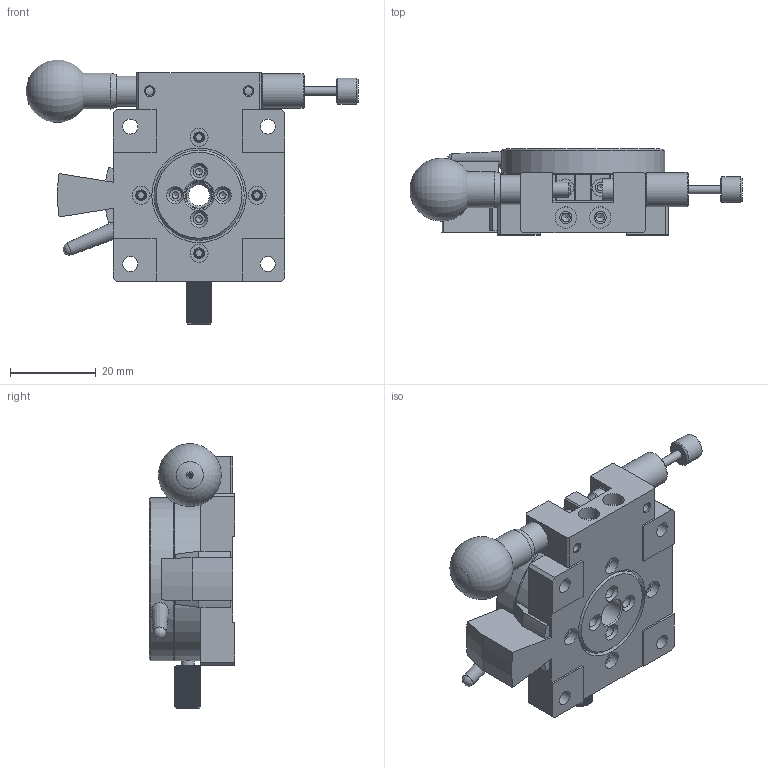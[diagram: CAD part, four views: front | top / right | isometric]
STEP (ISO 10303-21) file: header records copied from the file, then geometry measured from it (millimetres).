
FILE_DESCRIPTION (( 'STEP AP203' ), '1' );
FILE_NAME ('528965.STEP', '2024-11-12T07:12:38', ( 'Windows User' ), ( 'P R C' ), 'SwSTEP 2.0', 'SolidWorks 2020', '' );
FILE_SCHEMA (( 'CONFIG_CONTROL_DESIGN' ));
Length unit declared in the file: millimetre
Products named in the file (1): 528965
Bounding box: 77.29 x 20 x 61.53 mm (x, y, z)
Surface area: 19719.2 mm2 (no closed solid volume)
Topology: 0 solids, 7 shells, 2433 faces, 5123 edges, 2733 vertices
Faces by surface type: bspline 1442, cylinder 537, cone 240, plane 213, torus 1
Full cylindrical faces by diameter (mm): 1.567 x27, 2 x1, 2.013 x4, 2.113 x4, 2.459 x1, 2.5 x7, 2.8 x6, 3 x3, 3.5 x5, 4 x2, 4.2 x4, 4.917 x1, 5 x3, 6 x9, 6.3 x1, 6.5 x1, 7 x1, 8 x1, 8.424 x1, 15 x1, 15.5 x3, 21 x1, 22 x1, 31 x1, 31.5 x1, 38 x1
Entity records: 88473 total; most frequent: CARTESIAN_POINT 54514, ORIENTED_EDGE 9745, EDGE_CURVE 4873, DIRECTION 3521, EDGE_LOOP 2683, VERTEX_POINT 2657, FACE_OUTER_BOUND 2524, ADVANCED_FACE 2433
